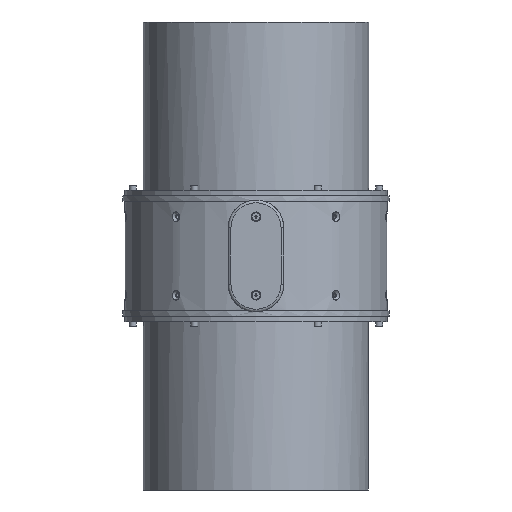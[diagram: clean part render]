
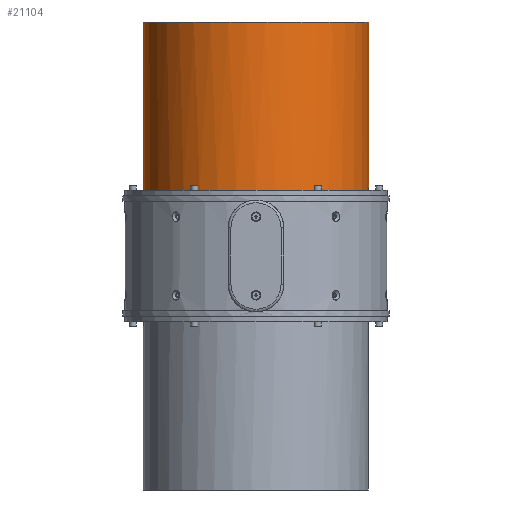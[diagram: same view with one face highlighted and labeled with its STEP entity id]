
A CAD part, front view. The second image highlights one B-rep face of the part: STEP entity #21104.
In plain terms, the highlighted cylindrical face has radius 161.95 mm (diameter 323.9 mm), a full revolution.
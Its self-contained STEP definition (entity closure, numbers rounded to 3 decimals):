
#940 = CARTESIAN_POINT ( 'NONE',  ( 161.95, 0., 94.5 ) ) ;
#2683 = FACE_OUTER_BOUND ( 'NONE', #5357, .T. ) ;
#2732 = DIRECTION ( 'NONE',  ( 1., 0., 0. ) ) ;
#2749 = DIRECTION ( 'NONE',  ( -0.948, -0.319, 0. ) ) ;
#3164 = CIRCLE ( 'NONE', #4431, 161.95 ) ;
#4431 = AXIS2_PLACEMENT_3D ( 'NONE', #5644, #39633, #2749 ) ;
#5357 = EDGE_LOOP ( 'NONE', ( #34934 ) ) ;
#5644 = CARTESIAN_POINT ( 'NONE',  ( 0., 0., 336.5 ) ) ;
#8555 = EDGE_CURVE ( 'NONE', #19783, #19783, #20461, .T. ) ;
#8641 = FACE_OUTER_BOUND ( 'NONE', #28465, .T. ) ;
#9130 = AXIS2_PLACEMENT_3D ( 'NONE', #27637, #40360, #40159 ) ;
#14957 = EDGE_CURVE ( 'NONE', #20588, #20588, #3164, .T. ) ;
#18091 = CARTESIAN_POINT ( 'NONE',  ( 0., 0., 94.5 ) ) ;
#19783 = VERTEX_POINT ( 'NONE', #940 ) ;
#20461 = CIRCLE ( 'NONE', #21143, 161.95 ) ;
#20588 = VERTEX_POINT ( 'NONE', #26918 ) ;
#21104 = ADVANCED_FACE ( 'NONE', ( #8641, #2683 ), #33804, .T. ) ;
#21143 = AXIS2_PLACEMENT_3D ( 'NONE', #18091, #26885, #2732 ) ;
#26701 = ORIENTED_EDGE ( 'NONE', *, *, #8555, .T. ) ;
#26885 = DIRECTION ( 'NONE',  ( 0., 0., 1. ) ) ;
#26918 = CARTESIAN_POINT ( 'NONE',  ( -153.481, -51.686, 336.5 ) ) ;
#27637 = CARTESIAN_POINT ( 'NONE',  ( 0., 0., 336.5 ) ) ;
#28465 = EDGE_LOOP ( 'NONE', ( #26701 ) ) ;
#33804 = CYLINDRICAL_SURFACE ( 'NONE', #9130, 161.95 ) ;
#34934 = ORIENTED_EDGE ( 'NONE', *, *, #14957, .F. ) ;
#39633 = DIRECTION ( 'NONE',  ( 0., 0., 1. ) ) ;
#40159 = DIRECTION ( 'NONE',  ( 0.948, 0.319, 0. ) ) ;
#40360 = DIRECTION ( 'NONE',  ( 0., 0., -1. ) ) ;
